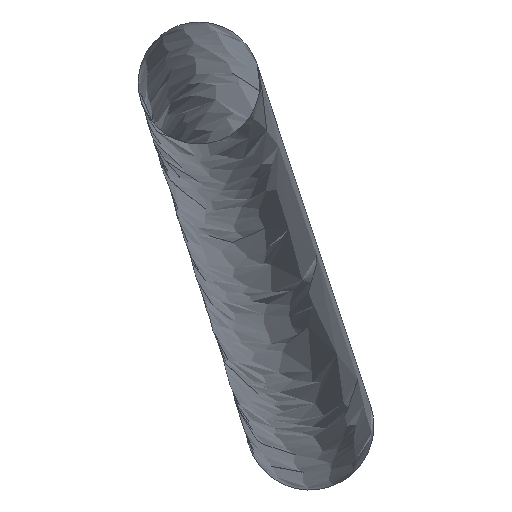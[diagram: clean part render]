
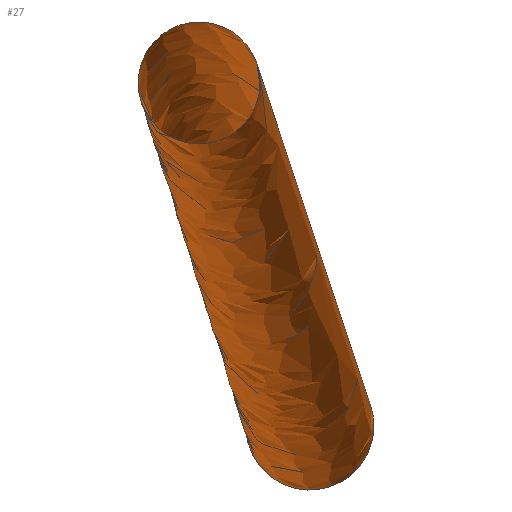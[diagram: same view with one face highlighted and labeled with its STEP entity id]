
A CAD part, top view. The second image highlights one B-rep face of the part: STEP entity #27.
In plain terms, the highlighted free-form (B-spline) face has degree [1, 2] with [2, 9] control points.
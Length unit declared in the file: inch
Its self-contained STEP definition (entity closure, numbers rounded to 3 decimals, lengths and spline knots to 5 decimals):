
#12=FACE_OUTER_BOUND('',#13,.T.);
#13=EDGE_LOOP('',(#22,#23,#24,#25));
#14=B_SPLINE_CURVE_WITH_KNOTS('',1,(#73,#74),.UNSPECIFIED.,.F.,.F.,(2,2),
(0.00005,32.01937),.UNSPECIFIED.);
#15=CIRCLE('',#43,0.19685);
#16=CIRCLE('',#44,0.1875);
#17=VERTEX_POINT('',#70);
#18=VERTEX_POINT('',#72);
#19=EDGE_CURVE('',#17,#17,#15,.T.);
#20=EDGE_CURVE('',#17,#18,#14,.T.);
#21=EDGE_CURVE('',#18,#18,#16,.T.);
#22=ORIENTED_EDGE('',*,*,#19,.F.);
#23=ORIENTED_EDGE('',*,*,#20,.T.);
#24=ORIENTED_EDGE('',*,*,#21,.F.);
#25=ORIENTED_EDGE('',*,*,#20,.F.);
#26=(
BOUNDED_SURFACE()
B_SPLINE_SURFACE(1,2,((#52,#53,#54,#55,#56,#57,#58,#59,#60),(#61,#62,#63,
#64,#65,#66,#67,#68,#69)),.UNSPECIFIED.,.F.,.T.,.F.)
B_SPLINE_SURFACE_WITH_KNOTS((2,2),(3,2,2,2,3),(-0.17993,32.19067),
(-3.14159,-1.5708,0.,1.5708,3.14159),
 .UNSPECIFIED.)
GEOMETRIC_REPRESENTATION_ITEM()
RATIONAL_B_SPLINE_SURFACE(((1.,0.707,1.,0.707,1.,
0.707,1.,0.707,1.),(1.,0.707,1.,0.707,
1.,0.707,1.,0.707,1.)))
REPRESENTATION_ITEM('')
SURFACE()
);
#27=ADVANCED_FACE('',(#12),#26,.T.);
#43=AXIS2_PLACEMENT_3D('',#71,#47,#48);
#44=AXIS2_PLACEMENT_3D('',#75,#49,#50);
#47=DIRECTION('center_axis',(0.,0.,
1.));
#48=DIRECTION('ref_axis',(0.966,0.259,0.));
#49=DIRECTION('center_axis',(0.,0.,
-1.));
#50=DIRECTION('ref_axis',(-1.,0.,0.));
#52=CARTESIAN_POINT('Ctrl Pts',(5.82973,-5.44842,-3.52504));
#53=CARTESIAN_POINT('Ctrl Pts',(5.77049,-5.26692,-3.55882));
#54=CARTESIAN_POINT('Ctrl Pts',(5.5833,-5.32801,-3.55882));
#55=CARTESIAN_POINT('Ctrl Pts',(5.39612,-5.38911,-3.55882));
#56=CARTESIAN_POINT('Ctrl Pts',(5.45536,-5.57061,-3.52504));
#57=CARTESIAN_POINT('Ctrl Pts',(5.5146,-5.75212,-3.49127));
#58=CARTESIAN_POINT('Ctrl Pts',(5.70178,-5.69102,-3.49127));
#59=CARTESIAN_POINT('Ctrl Pts',(5.88897,-5.62993,-3.49127));
#60=CARTESIAN_POINT('Ctrl Pts',(5.82973,-5.44842,-3.52504));
#61=CARTESIAN_POINT('Ctrl Pts',(5.47636,-4.39621,2.74971));
#62=CARTESIAN_POINT('Ctrl Pts',(5.41997,-4.22342,2.71755));
#63=CARTESIAN_POINT('Ctrl Pts',(5.24177,-4.28158,2.71755));
#64=CARTESIAN_POINT('Ctrl Pts',(5.06357,-4.33974,2.71755));
#65=CARTESIAN_POINT('Ctrl Pts',(5.11996,-4.51253,2.74971));
#66=CARTESIAN_POINT('Ctrl Pts',(5.17636,-4.68532,2.78186));
#67=CARTESIAN_POINT('Ctrl Pts',(5.35456,-4.62716,2.78186));
#68=CARTESIAN_POINT('Ctrl Pts',(5.53276,-4.569,2.78186));
#69=CARTESIAN_POINT('Ctrl Pts',(5.47636,-4.39621,2.74971));
#70=CARTESIAN_POINT('',(5.82776,-5.44257,-3.49016));
#71=CARTESIAN_POINT('Origin',(5.64064,-5.5037,-3.49016));
#72=CARTESIAN_POINT('',(5.47823,-4.40178,2.7165));
#73=CARTESIAN_POINT('Ctrl Pts',(5.82776,-5.44257,-3.49016));
#74=CARTESIAN_POINT('Ctrl Pts',(5.47823,-4.40178,2.7165));
#75=CARTESIAN_POINT('Origin',(5.3,-4.46,2.7165));
